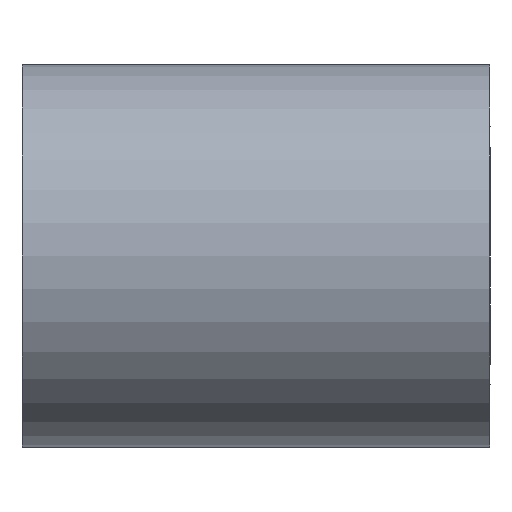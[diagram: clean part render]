
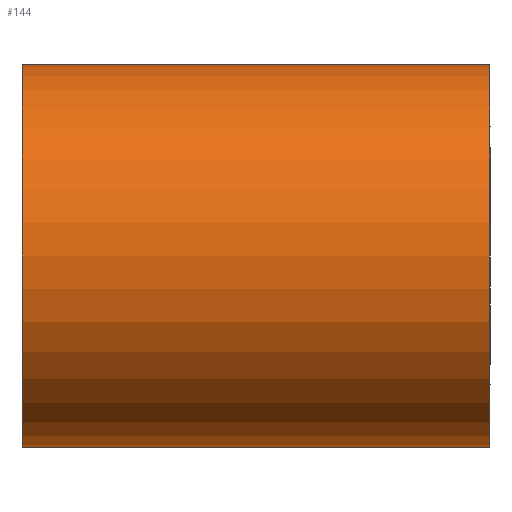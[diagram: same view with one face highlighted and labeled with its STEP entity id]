
A CAD part, left-side view. The second image highlights one B-rep face of the part: STEP entity #144.
In plain terms, the highlighted cylindrical face has radius 8.2 mm (diameter 16.4 mm), a partial arc.
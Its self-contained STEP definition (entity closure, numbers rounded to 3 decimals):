
#20 = CARTESIAN_POINT ( 'NONE',  ( 0., -5., 0. ) ) ;
#72 = EDGE_CURVE ( 'NONE', #2163, #930, #1219, .T. ) ;
#127 = AXIS2_PLACEMENT_3D ( 'NONE', #2108, #1116, #685 ) ;
#144 = ADVANCED_FACE ( 'NONE', ( #1887 ), #467, .T. ) ;
#203 = DIRECTION ( 'NONE',  ( 0., 0., -1. ) ) ;
#209 = VERTEX_POINT ( 'NONE', #759 ) ;
#467 = CYLINDRICAL_SURFACE ( 'NONE', #127, 8.2 ) ;
#495 = CARTESIAN_POINT ( 'NONE',  ( 0., 15., 8.2 ) ) ;
#526 = AXIS2_PLACEMENT_3D ( 'NONE', #20, #1261, #203 ) ;
#578 = CARTESIAN_POINT ( 'NONE',  ( 0., 15., 0. ) ) ;
#628 = CARTESIAN_POINT ( 'NONE',  ( 0., 15., -8.2 ) ) ;
#681 = EDGE_CURVE ( 'NONE', #209, #2101, #1885, .T. ) ;
#685 = DIRECTION ( 'NONE',  ( 0., 0., -1. ) ) ;
#707 = ORIENTED_EDGE ( 'NONE', *, *, #1869, .F. ) ;
#759 = CARTESIAN_POINT ( 'NONE',  ( 0., 15., 8.2 ) ) ;
#760 = DIRECTION ( 'NONE',  ( 0., 0., 1. ) ) ;
#841 = CARTESIAN_POINT ( 'NONE',  ( 0., -5., 8.2 ) ) ;
#903 = EDGE_LOOP ( 'NONE', ( #2010, #707, #1180, #2147 ) ) ;
#930 = VERTEX_POINT ( 'NONE', #1267 ) ;
#1003 = VECTOR ( 'NONE', #1033, 1000. ) ;
#1033 = DIRECTION ( 'NONE',  ( 0., -1., 0. ) ) ;
#1116 = DIRECTION ( 'NONE',  ( 0., -1., 0. ) ) ;
#1152 = DIRECTION ( 'NONE',  ( 0., -1., 0. ) ) ;
#1166 = VECTOR ( 'NONE', #1152, 1000. ) ;
#1180 = ORIENTED_EDGE ( 'NONE', *, *, #72, .T. ) ;
#1219 = LINE ( 'NONE', #628, #1166 ) ;
#1261 = DIRECTION ( 'NONE',  ( 0., -1., 0. ) ) ;
#1267 = CARTESIAN_POINT ( 'NONE',  ( 0., -5., -8.2 ) ) ;
#1270 = AXIS2_PLACEMENT_3D ( 'NONE', #578, #1812, #760 ) ;
#1279 = CIRCLE ( 'NONE', #1270, 8.2 ) ;
#1360 = EDGE_CURVE ( 'NONE', #2101, #930, #2083, .T. ) ;
#1812 = DIRECTION ( 'NONE',  ( 0., 1., 0. ) ) ;
#1869 = EDGE_CURVE ( 'NONE', #2163, #209, #1279, .T. ) ;
#1885 = LINE ( 'NONE', #495, #1003 ) ;
#1887 = FACE_OUTER_BOUND ( 'NONE', #903, .T. ) ;
#1902 = CARTESIAN_POINT ( 'NONE',  ( 0., 15., -8.2 ) ) ;
#2010 = ORIENTED_EDGE ( 'NONE', *, *, #681, .F. ) ;
#2083 = CIRCLE ( 'NONE', #526, 8.2 ) ;
#2101 = VERTEX_POINT ( 'NONE', #841 ) ;
#2108 = CARTESIAN_POINT ( 'NONE',  ( 0., 15., 0. ) ) ;
#2147 = ORIENTED_EDGE ( 'NONE', *, *, #1360, .F. ) ;
#2163 = VERTEX_POINT ( 'NONE', #1902 ) ;
